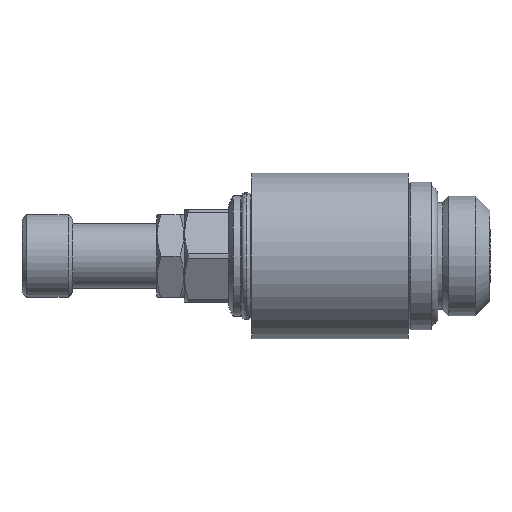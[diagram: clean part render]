
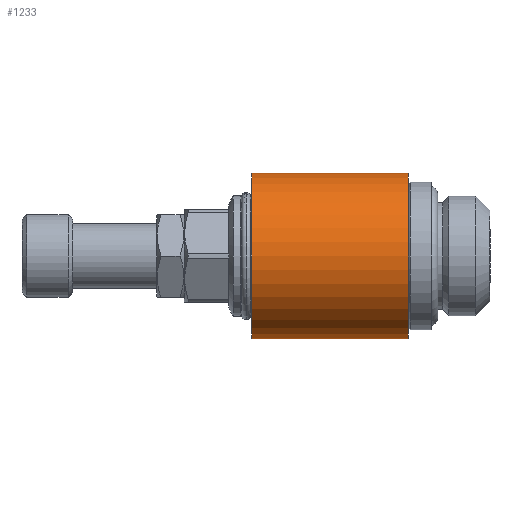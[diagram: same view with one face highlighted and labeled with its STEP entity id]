
A CAD part, left-side view. The second image highlights one B-rep face of the part: STEP entity #1233.
In plain terms, the highlighted cylindrical face has radius 9 mm (diameter 18 mm), a partial arc.
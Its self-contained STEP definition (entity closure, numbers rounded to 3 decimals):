
#780 = EDGE_CURVE ( 'NONE', #866, #908, #3283, .T. ) ;
#795 = EDGE_CURVE ( 'NONE', #878, #906, #3277, .T. ) ;
#866 = VERTEX_POINT ( 'NONE', #3393 ) ;
#878 = VERTEX_POINT ( 'NONE', #3599 ) ;
#906 = VERTEX_POINT ( 'NONE', #3430 ) ;
#908 = VERTEX_POINT ( 'NONE', #3544 ) ;
#1196 = EDGE_LOOP ( 'NONE', ( #1234, #1222, #1223, #1224 ) ) ;
#1222 = ORIENTED_EDGE ( 'NONE', *, *, #1298, .F. ) ;
#1223 = ORIENTED_EDGE ( 'NONE', *, *, #795, .T. ) ;
#1224 = ORIENTED_EDGE ( 'NONE', *, *, #1301, .F. ) ;
#1233 = ADVANCED_FACE ( 'NONE', ( #4601 ), #4569, .T. ) ;
#1234 = ORIENTED_EDGE ( 'NONE', *, *, #780, .F. ) ;
#1298 = EDGE_CURVE ( 'NONE', #878, #866, #4203, .T. ) ;
#1301 = EDGE_CURVE ( 'NONE', #908, #906, #4675, .T. ) ;
#3213 = DIRECTION ( 'NONE',  ( 0., 1., 0. ) ) ;
#3214 = VECTOR ( 'NONE', #3213, 1000. ) ;
#3267 = DIRECTION ( 'NONE',  ( 0., 1., 0. ) ) ;
#3268 = CARTESIAN_POINT ( 'NONE',  ( 0., 32.286, -9. ) ) ;
#3276 = CARTESIAN_POINT ( 'NONE',  ( 0., 32.286, 9. ) ) ;
#3277 = LINE ( 'NONE', #3276, #3214 ) ;
#3283 = LINE ( 'NONE', #3268, #3312 ) ;
#3312 = VECTOR ( 'NONE', #3267, 1000. ) ;
#3393 = CARTESIAN_POINT ( 'NONE',  ( 0., 9.2, -9. ) ) ;
#3430 = CARTESIAN_POINT ( 'NONE',  ( 0., 26.2, 9. ) ) ;
#3544 = CARTESIAN_POINT ( 'NONE',  ( 0., 26.2, -9. ) ) ;
#3599 = CARTESIAN_POINT ( 'NONE',  ( 0., 9.2, 9. ) ) ;
#4199 = DIRECTION ( 'NONE',  ( 0., 0., -1. ) ) ;
#4200 = DIRECTION ( 'NONE',  ( 0., -1., 0. ) ) ;
#4201 = CARTESIAN_POINT ( 'NONE',  ( 0., 9.2, 0. ) ) ;
#4202 = AXIS2_PLACEMENT_3D ( 'NONE', #4201, #4200, #4199 ) ;
#4203 = CIRCLE ( 'NONE', #4202, 9. ) ;
#4555 = DIRECTION ( 'NONE',  ( 0., 0., 1. ) ) ;
#4556 = DIRECTION ( 'NONE',  ( 0., 1., 0. ) ) ;
#4557 = CARTESIAN_POINT ( 'NONE',  ( 0., 32.286, 0. ) ) ;
#4558 = AXIS2_PLACEMENT_3D ( 'NONE', #4557, #4556, #4555 ) ;
#4569 = CYLINDRICAL_SURFACE ( 'NONE', #4558, 9. ) ;
#4601 = FACE_OUTER_BOUND ( 'NONE', #1196, .T. ) ;
#4623 = CARTESIAN_POINT ( 'NONE',  ( 0., 26.2, 0. ) ) ;
#4658 = DIRECTION ( 'NONE',  ( 0., 1., 0. ) ) ;
#4675 = CIRCLE ( 'NONE', #4723, 9. ) ;
#4723 = AXIS2_PLACEMENT_3D ( 'NONE', #4623, #4658, #4751 ) ;
#4751 = DIRECTION ( 'NONE',  ( 0., 0., 1. ) ) ;
